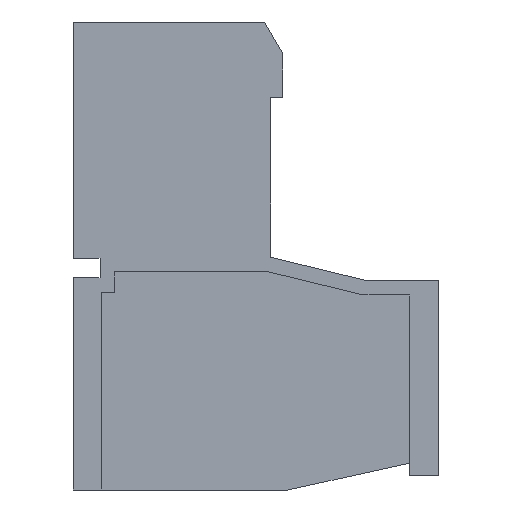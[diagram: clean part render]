
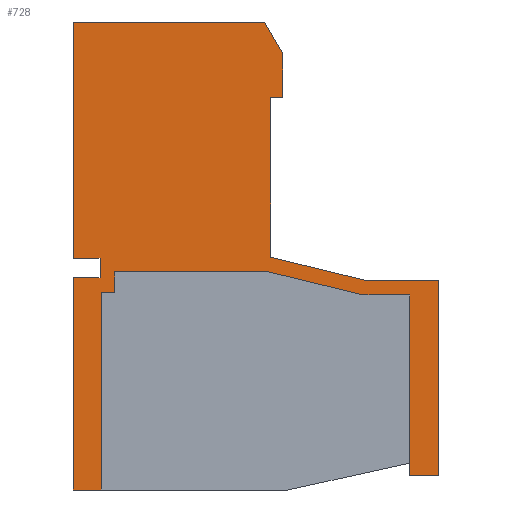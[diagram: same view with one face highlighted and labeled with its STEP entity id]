
A CAD part, left-side view. The second image highlights one B-rep face of the part: STEP entity #728.
In plain terms, the highlighted planar face has unit normal (-1, 0, 0).
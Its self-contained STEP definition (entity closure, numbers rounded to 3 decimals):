
#728 = ADVANCED_FACE( '', ( #1505 ), #1506, .F. );
#1505 = FACE_OUTER_BOUND( '', #2377, .T. );
#1506 = PLANE( '', #2378 );
#2377 = EDGE_LOOP( '', ( #4153, #4154, #4155, #4156, #4157, #4158, #4159, #4160, #4161, #4162, #4163, #4164, #4165, #4166, #4167, #4168, #4169, #4170, #4171, #4172, #4173, #4174 ) );
#2378 = AXIS2_PLACEMENT_3D( '', #4175, #4176, #4177 );
#4153 = ORIENTED_EDGE( '', *, *, #5962, .T. );
#4154 = ORIENTED_EDGE( '', *, *, #5338, .T. );
#4155 = ORIENTED_EDGE( '', *, *, #5963, .T. );
#4156 = ORIENTED_EDGE( '', *, *, #5964, .T. );
#4157 = ORIENTED_EDGE( '', *, *, #5468, .T. );
#4158 = ORIENTED_EDGE( '', *, *, #5965, .T. );
#4159 = ORIENTED_EDGE( '', *, *, #5966, .T. );
#4160 = ORIENTED_EDGE( '', *, *, #5967, .T. );
#4161 = ORIENTED_EDGE( '', *, *, #5737, .T. );
#4162 = ORIENTED_EDGE( '', *, *, #5460, .T. );
#4163 = ORIENTED_EDGE( '', *, *, #5657, .T. );
#4164 = ORIENTED_EDGE( '', *, *, #5767, .T. );
#4165 = ORIENTED_EDGE( '', *, *, #5542, .T. );
#4166 = ORIENTED_EDGE( '', *, *, #5968, .T. );
#4167 = ORIENTED_EDGE( '', *, *, #5682, .T. );
#4168 = ORIENTED_EDGE( '', *, *, #5969, .T. );
#4169 = ORIENTED_EDGE( '', *, *, #5692, .T. );
#4170 = ORIENTED_EDGE( '', *, *, #5970, .T. );
#4171 = ORIENTED_EDGE( '', *, *, #5419, .T. );
#4172 = ORIENTED_EDGE( '', *, *, #5652, .T. );
#4173 = ORIENTED_EDGE( '', *, *, #5902, .T. );
#4174 = ORIENTED_EDGE( '', *, *, #5971, .T. );
#4175 = CARTESIAN_POINT( '', ( -7.57, 0., 0. ) );
#4176 = DIRECTION( '', ( 1., 0., 0. ) );
#4177 = DIRECTION( '', ( 0., 0., -1. ) );
#5338 = EDGE_CURVE( '', #6397, #6395, #6398, .T. );
#5419 = EDGE_CURVE( '', #6534, #6535, #6536, .T. );
#5460 = EDGE_CURVE( '', #6598, #6602, #6604, .T. );
#5468 = EDGE_CURVE( '', #6617, #6618, #6619, .T. );
#5542 = EDGE_CURVE( '', #6740, #6738, #6741, .T. );
#5652 = EDGE_CURVE( '', #6535, #6919, #6920, .T. );
#5657 = EDGE_CURVE( '', #6602, #6926, #6928, .T. );
#5682 = EDGE_CURVE( '', #6965, #6966, #6967, .T. );
#5692 = EDGE_CURVE( '', #6982, #6980, #6983, .T. );
#5737 = EDGE_CURVE( '', #7049, #6598, #7050, .T. );
#5767 = EDGE_CURVE( '', #6926, #6740, #7091, .T. );
#5902 = EDGE_CURVE( '', #6919, #7282, #7283, .T. );
#5962 = EDGE_CURVE( '', #7364, #6397, #7365, .T. );
#5963 = EDGE_CURVE( '', #6395, #7366, #7367, .T. );
#5964 = EDGE_CURVE( '', #7366, #6617, #7368, .T. );
#5965 = EDGE_CURVE( '', #6618, #7369, #7370, .T. );
#5966 = EDGE_CURVE( '', #7369, #7371, #7372, .T. );
#5967 = EDGE_CURVE( '', #7371, #7049, #7373, .T. );
#5968 = EDGE_CURVE( '', #6738, #6965, #7374, .T. );
#5969 = EDGE_CURVE( '', #6966, #6982, #7375, .T. );
#5970 = EDGE_CURVE( '', #6980, #6534, #7376, .T. );
#5971 = EDGE_CURVE( '', #7282, #7364, #7377, .T. );
#6395 = VERTEX_POINT( '', #7913 );
#6397 = VERTEX_POINT( '', #7916 );
#6398 = LINE( '', #7917, #7918 );
#6534 = VERTEX_POINT( '', #8123 );
#6535 = VERTEX_POINT( '', #8124 );
#6536 = LINE( '', #8125, #8126 );
#6598 = VERTEX_POINT( '', #8213 );
#6602 = VERTEX_POINT( '', #8219 );
#6604 = LINE( '', #8222, #8223 );
#6617 = VERTEX_POINT( '', #8241 );
#6618 = VERTEX_POINT( '', #8242 );
#6619 = LINE( '', #8243, #8244 );
#6738 = VERTEX_POINT( '', #8416 );
#6740 = VERTEX_POINT( '', #8419 );
#6741 = LINE( '', #8420, #8421 );
#6919 = VERTEX_POINT( '', #8668 );
#6920 = LINE( '', #8669, #8670 );
#6926 = VERTEX_POINT( '', #8678 );
#6928 = LINE( '', #8681, #8682 );
#6965 = VERTEX_POINT( '', #8739 );
#6966 = VERTEX_POINT( '', #8740 );
#6967 = LINE( '', #8741, #8742 );
#6980 = VERTEX_POINT( '', #8768 );
#6982 = VERTEX_POINT( '', #8771 );
#6983 = LINE( '', #8772, #8773 );
#7049 = VERTEX_POINT( '', #8872 );
#7050 = LINE( '', #8873, #8874 );
#7091 = LINE( '', #8933, #8934 );
#7282 = VERTEX_POINT( '', #9221 );
#7283 = LINE( '', #9222, #9223 );
#7364 = VERTEX_POINT( '', #9341 );
#7365 = LINE( '', #9342, #9343 );
#7366 = VERTEX_POINT( '', #9344 );
#7367 = LINE( '', #9345, #9346 );
#7368 = LINE( '', #9347, #9348 );
#7369 = VERTEX_POINT( '', #9349 );
#7370 = LINE( '', #9350, #9351 );
#7371 = VERTEX_POINT( '', #9352 );
#7372 = LINE( '', #9353, #9354 );
#7373 = LINE( '', #9355, #9356 );
#7374 = LINE( '', #9357, #9358 );
#7375 = LINE( '', #9359, #9360 );
#7376 = LINE( '', #9361, #9362 );
#7377 = LINE( '', #9363, #9364 );
#7913 = CARTESIAN_POINT( '', ( -7.57, -9.875, -8.95 ) );
#7916 = CARTESIAN_POINT( '', ( -7.57, -9.875, -1.55 ) );
#7917 = CARTESIAN_POINT( '', ( -7.57, -9.875, -8.95 ) );
#7918 = VECTOR( '', #9876, 1000. );
#8123 = CARTESIAN_POINT( '', ( -7.57, 2.775, -1.45 ) );
#8124 = CARTESIAN_POINT( '', ( -7.57, 2.225, -1.45 ) );
#8125 = CARTESIAN_POINT( '', ( -7.57, 2.775, -1.45 ) );
#8126 = VECTOR( '', #9948, 1000. );
#8213 = CARTESIAN_POINT( '', ( -7.57, -4.675, 8.35 ) );
#8219 = CARTESIAN_POINT( '', ( -7.57, -3.925, 9.65 ) );
#8222 = CARTESIAN_POINT( '', ( -7.57, -4.675, 8.35 ) );
#8223 = VECTOR( '', #9986, 1000. );
#8241 = CARTESIAN_POINT( '', ( -7.57, -11.075, -0.95 ) );
#8242 = CARTESIAN_POINT( '', ( -7.57, -8.075, -0.95 ) );
#8243 = CARTESIAN_POINT( '', ( -7.57, -11.075, -0.95 ) );
#8244 = VECTOR( '', #9992, 1000. );
#8416 = CARTESIAN_POINT( '', ( -7.57, 2.825, -0.05 ) );
#8419 = CARTESIAN_POINT( '', ( -7.57, 3.925, -0.05 ) );
#8420 = CARTESIAN_POINT( '', ( -7.57, 3.925, -0.05 ) );
#8421 = VECTOR( '', #10059, 1000. );
#8668 = CARTESIAN_POINT( '', ( -7.57, 2.225, -0.6 ) );
#8669 = CARTESIAN_POINT( '', ( -7.57, 2.225, -1.45 ) );
#8670 = VECTOR( '', #10174, 1000. );
#8678 = CARTESIAN_POINT( '', ( -7.57, 3.925, 9.65 ) );
#8681 = CARTESIAN_POINT( '', ( -7.57, -3.925, 9.65 ) );
#8682 = VECTOR( '', #10178, 1000. );
#8739 = CARTESIAN_POINT( '', ( -7.57, 2.825, -0.85 ) );
#8740 = CARTESIAN_POINT( '', ( -7.57, 3.925, -0.85 ) );
#8741 = CARTESIAN_POINT( '', ( -7.57, 2.825, -0.85 ) );
#8742 = VECTOR( '', #10202, 1000. );
#8768 = CARTESIAN_POINT( '', ( -7.57, 2.775, -9.55 ) );
#8771 = CARTESIAN_POINT( '', ( -7.57, 3.925, -9.55 ) );
#8772 = CARTESIAN_POINT( '', ( -7.57, 3.925, -9.55 ) );
#8773 = VECTOR( '', #10210, 1000. );
#8872 = CARTESIAN_POINT( '', ( -7.57, -4.675, 6.55 ) );
#8873 = CARTESIAN_POINT( '', ( -7.57, -4.675, 6.55 ) );
#8874 = VECTOR( '', #10244, 1000. );
#8933 = CARTESIAN_POINT( '', ( -7.57, 3.925, 9.65 ) );
#8934 = VECTOR( '', #10272, 1000. );
#9221 = CARTESIAN_POINT( '', ( -7.57, -4.103, -0.6 ) );
#9222 = CARTESIAN_POINT( '', ( -7.57, 2.225, -0.6 ) );
#9223 = VECTOR( '', #10381, 1000. );
#9341 = CARTESIAN_POINT( '', ( -7.57, -8.003, -1.55 ) );
#9342 = CARTESIAN_POINT( '', ( -7.57, -8.003, -1.55 ) );
#9343 = VECTOR( '', #10431, 1000. );
#9344 = CARTESIAN_POINT( '', ( -7.57, -11.075, -8.95 ) );
#9345 = CARTESIAN_POINT( '', ( -7.57, -11.075, -8.95 ) );
#9346 = VECTOR( '', #10432, 1000. );
#9347 = CARTESIAN_POINT( '', ( -7.57, -11.075, -8.95 ) );
#9348 = VECTOR( '', #10433, 1000. );
#9349 = CARTESIAN_POINT( '', ( -7.57, -4.175, 0. ) );
#9350 = CARTESIAN_POINT( '', ( -7.57, -8.075, -0.95 ) );
#9351 = VECTOR( '', #10434, 1000. );
#9352 = CARTESIAN_POINT( '', ( -7.57, -4.175, 6.55 ) );
#9353 = CARTESIAN_POINT( '', ( -7.57, -4.175, 0. ) );
#9354 = VECTOR( '', #10435, 1000. );
#9355 = CARTESIAN_POINT( '', ( -7.57, -4.175, 6.55 ) );
#9356 = VECTOR( '', #10436, 1000. );
#9357 = CARTESIAN_POINT( '', ( -7.57, 2.825, -0.05 ) );
#9358 = VECTOR( '', #10437, 1000. );
#9359 = CARTESIAN_POINT( '', ( -7.57, 3.925, -0.85 ) );
#9360 = VECTOR( '', #10438, 1000. );
#9361 = CARTESIAN_POINT( '', ( -7.57, 2.775, -9.55 ) );
#9362 = VECTOR( '', #10439, 1000. );
#9363 = CARTESIAN_POINT( '', ( -7.57, -4.103, -0.6 ) );
#9364 = VECTOR( '', #10440, 1000. );
#9876 = DIRECTION( '', ( 0., 0., -1. ) );
#9948 = DIRECTION( '', ( 0., -1., 0. ) );
#9986 = DIRECTION( '', ( 0., 0.5, 0.866 ) );
#9992 = DIRECTION( '', ( 0., 1., 0. ) );
#10059 = DIRECTION( '', ( 0., -1., 0. ) );
#10174 = DIRECTION( '', ( 0., 0., 1. ) );
#10178 = DIRECTION( '', ( 0., 1., 0. ) );
#10202 = DIRECTION( '', ( 0., 1., 0. ) );
#10210 = DIRECTION( '', ( 0., -1., 0. ) );
#10244 = DIRECTION( '', ( 0., 0., 1. ) );
#10272 = DIRECTION( '', ( 0., 0., -1. ) );
#10381 = DIRECTION( '', ( 0., -1., 0. ) );
#10431 = DIRECTION( '', ( 0., -1., 0. ) );
#10432 = DIRECTION( '', ( 0., -1., 0. ) );
#10433 = DIRECTION( '', ( 0., 0., 1. ) );
#10434 = DIRECTION( '', ( 0., 0.972, 0.237 ) );
#10435 = DIRECTION( '', ( 0., 0., 1. ) );
#10436 = DIRECTION( '', ( 0., -1., 0. ) );
#10437 = DIRECTION( '', ( 0., 0., -1. ) );
#10438 = DIRECTION( '', ( 0., 0., -1. ) );
#10439 = DIRECTION( '', ( 0., 0., 1. ) );
#10440 = DIRECTION( '', ( 0., -0.972, -0.237 ) );
